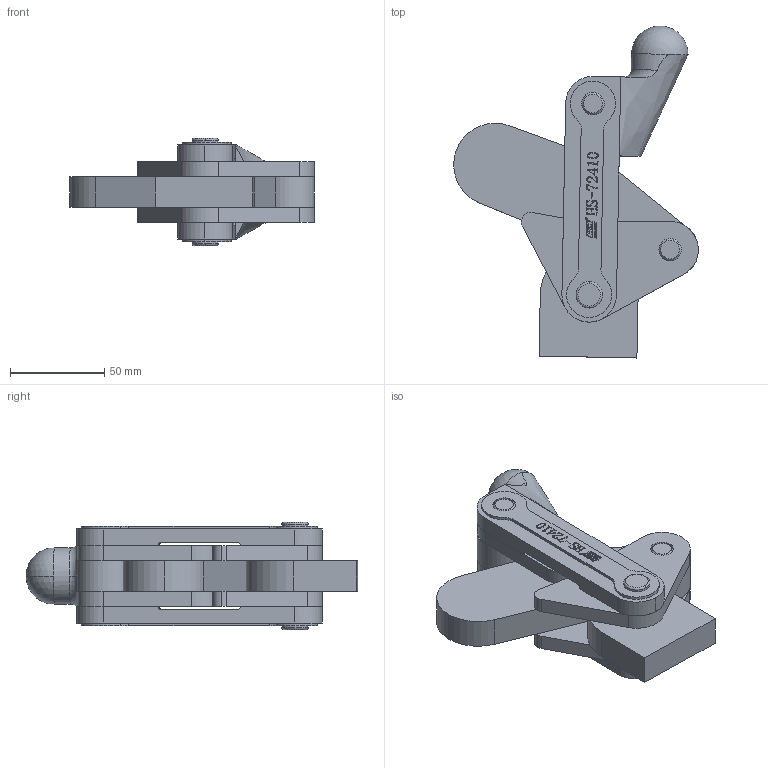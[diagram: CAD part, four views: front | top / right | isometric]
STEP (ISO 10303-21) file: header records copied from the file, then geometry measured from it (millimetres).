
FILE_DESCRIPTION (( 'STEP AP203' ), '1' );
FILE_NAME ('HS-72410 装配体.STEP', '2018-12-07T08:14:33', ( 'PCOS' ), ( '微软中国' ), 'SwSTEP 2.0', 'SolidWorks 2012', '' );
FILE_SCHEMA (( 'CONFIG_CONTROL_DESIGN' ));
Length unit declared in the file: millimetre
Products named in the file (9): HS-72410 蚾饜极; 蟀裝; 釱; 揤旋; 种3; 种2; 种1; 忒梟; 菁釱
Assembly tree (10 placements, depth 2):
  HS-72410 蚾饜极
    菁釱
    忒梟
    种1  x2
    种2
    种3
    揤旋
    釱
    蟀裝  x2
Bounding box: 129.98 x 176.39 x 57 mm (x, y, z)
Volume: 336010.5 mm3; surface area: 93964.8 mm2
Topology: 11 solids, 11 shells, 522 faces, 1396 edges, 925 vertices
Faces by surface type: plane 255, bspline 124, cylinder 123, cone 12, torus 6, sphere 2
Entity records: 21716 total; most frequent: CARTESIAN_POINT 8648, ORIENTED_EDGE 2702, DIRECTION 2137, EDGE_CURVE 1351, VERTEX_POINT 897, LINE 845, VECTOR 845, AXIS2_PLACEMENT_3D 646
